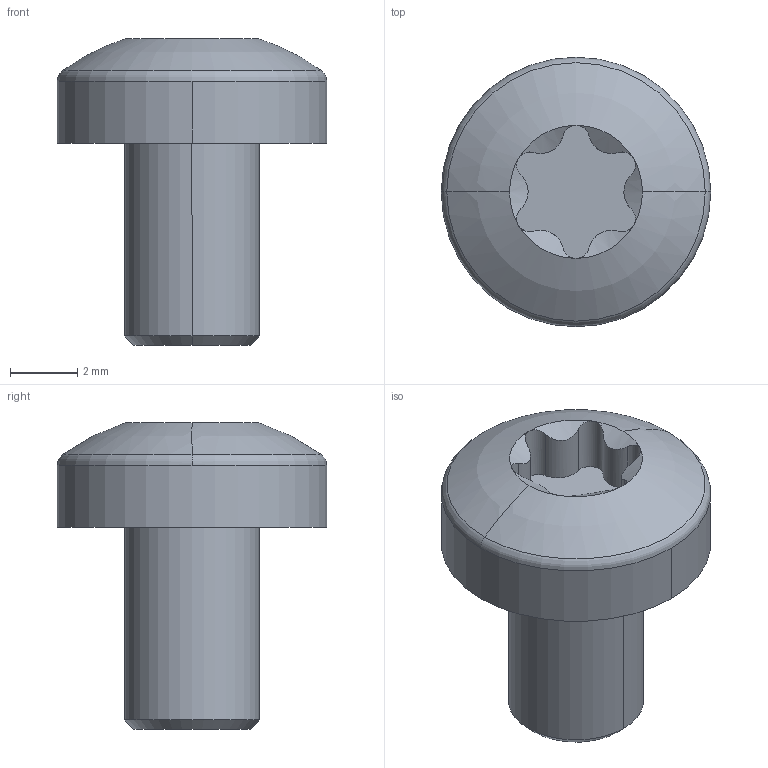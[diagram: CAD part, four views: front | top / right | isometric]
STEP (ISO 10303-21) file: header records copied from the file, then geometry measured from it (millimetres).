
FILE_DESCRIPTION((''),'2;1');
FILE_NAME('BOSSARD_BN5687-3061615_v.stp','2015-01-19T10:49:17',(''),(''),'Mechanical Desktop 2011','Mechanical Desktop 2011',', , ');
FILE_SCHEMA(('AUTOMOTIVE_DESIGN { 1 2 10303 214 1 1 1 1 }'));
Length unit declared in the file: millimetre
Products named in the file (1): Product
Bounding box: 8 x 8 x 9.1 mm (x, y, z)
Volume: 195.7 mm3; surface area: 275.1 mm2
Topology: 2 solids, 2 shells, 32 faces, 75 edges, 47 vertices
Faces by surface type: cylinder 16, cone 8, plane 4, sphere 2, torus 2
Entity records: 1424 total; most frequent: CARTESIAN_POINT 645, DIRECTION 162, ORIENTED_EDGE 150, EDGE_CURVE 75, AXIS2_PLACEMENT_3D 72, VERTEX_POINT 47, CIRCLE 39, EDGE_LOOP 32
